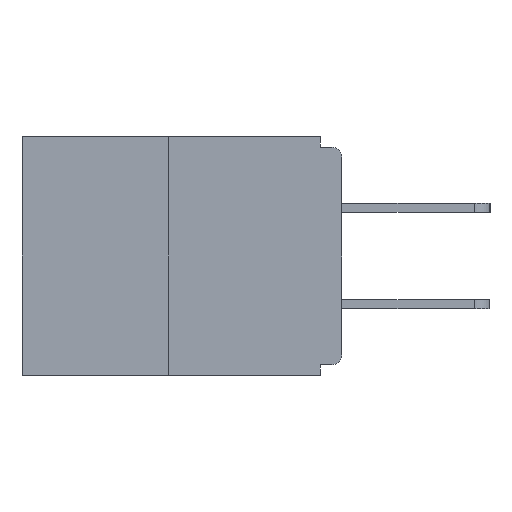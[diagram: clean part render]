
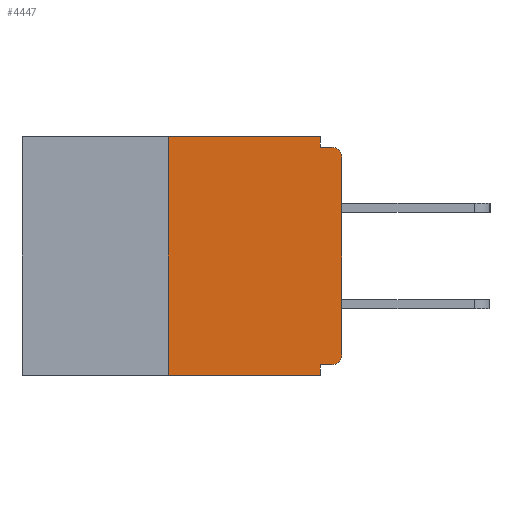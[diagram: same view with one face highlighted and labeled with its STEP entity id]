
A CAD part, left-side view. The second image highlights one B-rep face of the part: STEP entity #4447.
In plain terms, the highlighted planar face has unit normal (-1, 0, 0).
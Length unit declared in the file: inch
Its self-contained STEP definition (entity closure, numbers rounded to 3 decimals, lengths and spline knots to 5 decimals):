
#288 = VERTEX_POINT ( 'NONE', #9627 ) ;
#515 = DIRECTION ( 'NONE',  ( 0., -1., 0. ) ) ;
#705 = PLANE ( 'NONE',  #7534 ) ;
#767 = CARTESIAN_POINT ( 'NONE',  ( 0., 0.015, -0.015 ) ) ;
#851 = VECTOR ( 'NONE', #5199, 39.37008 ) ;
#874 = CIRCLE ( 'NONE', #2915, 0.015 ) ;
#886 = LINE ( 'NONE', #1650, #7015 ) ;
#909 = VERTEX_POINT ( 'NONE', #956 ) ;
#956 = CARTESIAN_POINT ( 'NONE',  ( 0., 0.031, 0. ) ) ;
#1185 = CARTESIAN_POINT ( 'NONE',  ( 0., 0., 0. ) ) ;
#1306 = VERTEX_POINT ( 'NONE', #6261 ) ;
#1428 = ORIENTED_EDGE ( 'NONE', *, *, #12332, .T. ) ;
#1535 = ORIENTED_EDGE ( 'NONE', *, *, #2620, .T. ) ;
#1650 = CARTESIAN_POINT ( 'NONE',  ( 0., 0.031, 0. ) ) ;
#1652 = VERTEX_POINT ( 'NONE', #2936 ) ;
#1707 = ORIENTED_EDGE ( 'NONE', *, *, #4281, .T. ) ;
#1946 = VERTEX_POINT ( 'NONE', #9423 ) ;
#2130 = LINE ( 'NONE', #1185, #851 ) ;
#2310 = CARTESIAN_POINT ( 'NONE',  ( 0., 0., -0.328 ) ) ;
#2360 = VECTOR ( 'NONE', #11506, 39.37008 ) ;
#2433 = VERTEX_POINT ( 'NONE', #8207 ) ;
#2620 = EDGE_CURVE ( 'NONE', #1306, #1652, #10012, .T. ) ;
#2621 = CARTESIAN_POINT ( 'NONE',  ( 0., 0.46, 0. ) ) ;
#2625 = EDGE_CURVE ( 'NONE', #1652, #12106, #2130, .T. ) ;
#2842 = CARTESIAN_POINT ( 'NONE',  ( 0., 0., -0.03 ) ) ;
#2857 = EDGE_CURVE ( 'NONE', #909, #7508, #886, .T. ) ;
#2915 = AXIS2_PLACEMENT_3D ( 'NONE', #3740, #3910, #4207 ) ;
#2936 = CARTESIAN_POINT ( 'NONE',  ( 0., 0., -0.313 ) ) ;
#3090 = EDGE_CURVE ( 'NONE', #288, #2433, #8519, .T. ) ;
#3416 = ORIENTED_EDGE ( 'NONE', *, *, #3943, .F. ) ;
#3521 = CARTESIAN_POINT ( 'NONE',  ( 0., 0.25, 0. ) ) ;
#3728 = EDGE_CURVE ( 'NONE', #1306, #288, #7001, .T. ) ;
#3740 = CARTESIAN_POINT ( 'NONE',  ( 0., 0.015, -0.03 ) ) ;
#3753 = VECTOR ( 'NONE', #5194, 39.37008 ) ;
#3910 = DIRECTION ( 'NONE',  ( -1., 0., 0. ) ) ;
#3943 = EDGE_CURVE ( 'NONE', #1946, #909, #12218, .T. ) ;
#4049 = LINE ( 'NONE', #6456, #2360 ) ;
#4207 = DIRECTION ( 'NONE',  ( 0., 0., -1. ) ) ;
#4281 = EDGE_CURVE ( 'NONE', #12106, #6534, #874, .T. ) ;
#4447 = ADVANCED_FACE ( 'NONE', ( #12041 ), #705, .F. ) ;
#4580 = LINE ( 'NONE', #6137, #6885 ) ;
#4962 = EDGE_CURVE ( 'NONE', #7508, #6534, #4049, .T. ) ;
#5013 = VECTOR ( 'NONE', #7625, 39.37008 ) ;
#5194 = DIRECTION ( 'NONE',  ( 0., 1., 0. ) ) ;
#5199 = DIRECTION ( 'NONE',  ( 0., 0., 1. ) ) ;
#5290 = VECTOR ( 'NONE', #515, 39.37008 ) ;
#5314 = EDGE_LOOP ( 'NONE', ( #3416, #8776, #1428, #6948, #6984, #1535, #6827, #1707, #11777, #8565 ) ) ;
#5726 = EDGE_CURVE ( 'NONE', #9286, #1946, #7089, .T. ) ;
#5956 = AXIS2_PLACEMENT_3D ( 'NONE', #6151, #10116, #8140 ) ;
#6137 = CARTESIAN_POINT ( 'NONE',  ( 0., 0.46, -0.343 ) ) ;
#6151 = CARTESIAN_POINT ( 'NONE',  ( 0., 0.015, -0.313 ) ) ;
#6261 = CARTESIAN_POINT ( 'NONE',  ( 0., 0.015, -0.328 ) ) ;
#6382 = CARTESIAN_POINT ( 'NONE',  ( 0., 0.25, -0.343 ) ) ;
#6456 = CARTESIAN_POINT ( 'NONE',  ( 0., 0., -0.015 ) ) ;
#6479 = DIRECTION ( 'NONE',  ( 1., 0., 0. ) ) ;
#6534 = VERTEX_POINT ( 'NONE', #767 ) ;
#6711 = CARTESIAN_POINT ( 'NONE',  ( 0., 0.031, -0.343 ) ) ;
#6827 = ORIENTED_EDGE ( 'NONE', *, *, #2625, .T. ) ;
#6885 = VECTOR ( 'NONE', #12087, 39.37008 ) ;
#6948 = ORIENTED_EDGE ( 'NONE', *, *, #3090, .F. ) ;
#6984 = ORIENTED_EDGE ( 'NONE', *, *, #3728, .F. ) ;
#7001 = LINE ( 'NONE', #2310, #3753 ) ;
#7015 = VECTOR ( 'NONE', #9683, 39.37008 ) ;
#7089 = LINE ( 'NONE', #3521, #9566 ) ;
#7508 = VERTEX_POINT ( 'NONE', #12536 ) ;
#7534 = AXIS2_PLACEMENT_3D ( 'NONE', #2621, #6479, #10486 ) ;
#7625 = DIRECTION ( 'NONE',  ( 0., 0., -1. ) ) ;
#7859 = CARTESIAN_POINT ( 'NONE',  ( 0., 0.46, 0. ) ) ;
#8140 = DIRECTION ( 'NONE',  ( 0., 0., -1. ) ) ;
#8207 = CARTESIAN_POINT ( 'NONE',  ( 0., 0.031, -0.343 ) ) ;
#8519 = LINE ( 'NONE', #6711, #5013 ) ;
#8565 = ORIENTED_EDGE ( 'NONE', *, *, #2857, .F. ) ;
#8776 = ORIENTED_EDGE ( 'NONE', *, *, #5726, .F. ) ;
#9286 = VERTEX_POINT ( 'NONE', #6382 ) ;
#9366 = DIRECTION ( 'NONE',  ( 0., 0., 1. ) ) ;
#9423 = CARTESIAN_POINT ( 'NONE',  ( 0., 0.25, 0. ) ) ;
#9566 = VECTOR ( 'NONE', #9366, 39.37008 ) ;
#9627 = CARTESIAN_POINT ( 'NONE',  ( 0., 0.031, -0.328 ) ) ;
#9683 = DIRECTION ( 'NONE',  ( 0., 0., -1. ) ) ;
#10012 = CIRCLE ( 'NONE', #5956, 0.015 ) ;
#10116 = DIRECTION ( 'NONE',  ( -1., 0., 0. ) ) ;
#10486 = DIRECTION ( 'NONE',  ( 0., 0., -1. ) ) ;
#11506 = DIRECTION ( 'NONE',  ( 0., -1., 0. ) ) ;
#11777 = ORIENTED_EDGE ( 'NONE', *, *, #4962, .F. ) ;
#12041 = FACE_OUTER_BOUND ( 'NONE', #5314, .T. ) ;
#12087 = DIRECTION ( 'NONE',  ( 0., -1., 0. ) ) ;
#12106 = VERTEX_POINT ( 'NONE', #2842 ) ;
#12218 = LINE ( 'NONE', #7859, #5290 ) ;
#12332 = EDGE_CURVE ( 'NONE', #9286, #2433, #4580, .T. ) ;
#12536 = CARTESIAN_POINT ( 'NONE',  ( 0., 0.031, -0.015 ) ) ;
